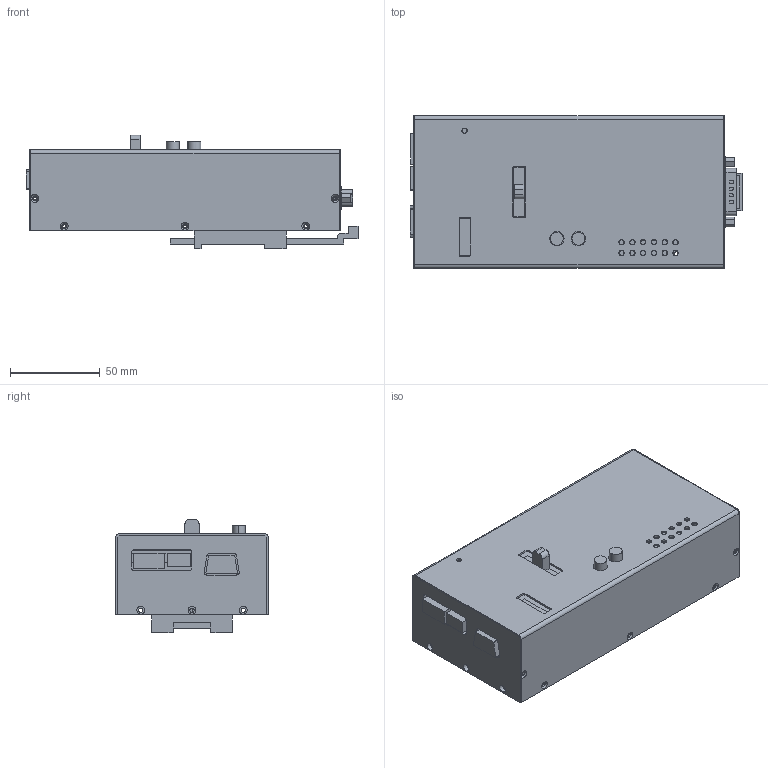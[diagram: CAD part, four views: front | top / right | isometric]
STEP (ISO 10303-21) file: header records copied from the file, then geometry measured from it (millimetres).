
FILE_DESCRIPTION (( 'STEP AP214' ), '1' );
FILE_NAME ('MTDV3CH-00A1.STEP', '2016-04-14T13:32:01', ( '' ), ( '' ), 'SwSTEP 2.0', 'SolidWorks 2015', '' );
FILE_SCHEMA (( 'AUTOMOTIVE_DESIGN' ));
Length unit declared in the file: millimetre
Products named in the file (1): MTDV3CH-00A1
Bounding box: 184.7 x 85 x 63.1 mm (x, y, z)
Surface area: 117490.5 mm2 (no closed solid volume)
Topology: 0 solids, 29 shells, 466 faces, 1506 edges, 1090 vertices
Faces by surface type: cylinder 220, plane 192, cone 40, bspline 14
Entity records: 23829 total; most frequent: CARTESIAN_POINT 5136, DIRECTION 2866, ORIENTED_EDGE 2514, EDGE_CURVE 1506, VERTEX_POINT 1090, AXIS2_PLACEMENT_3D 1038, VECTOR 790, LINE 790
